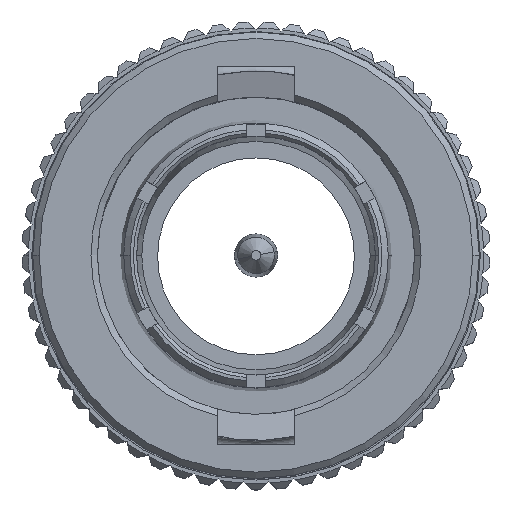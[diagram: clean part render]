
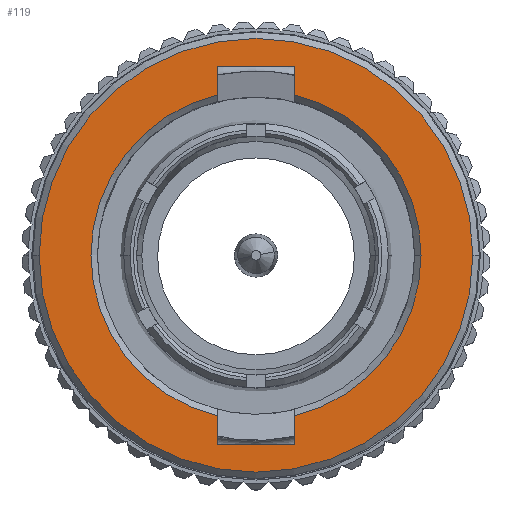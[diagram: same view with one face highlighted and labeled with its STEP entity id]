
A CAD part, top view. The second image highlights one B-rep face of the part: STEP entity #119.
In plain terms, the highlighted planar face has unit normal (0, 0, 1).
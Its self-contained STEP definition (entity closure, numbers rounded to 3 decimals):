
#119 = ADVANCED_FACE ( 'NONE', ( #8384, #12611 ), #9614, .T. ) ;
#229 = DIRECTION ( 'NONE',  ( 0., -1., 0. ) ) ;
#328 = VERTEX_POINT ( 'NONE', #1487 ) ;
#527 = DIRECTION ( 'NONE',  ( 0., 0., -1. ) ) ;
#747 = VERTEX_POINT ( 'NONE', #13531 ) ;
#782 = ORIENTED_EDGE ( 'NONE', *, *, #6564, .T. ) ;
#870 = DIRECTION ( 'NONE',  ( 0., 0., -1. ) ) ;
#935 = CARTESIAN_POINT ( 'NONE',  ( 0.58, -4.585, 25.297 ) ) ;
#1149 = DIRECTION ( 'NONE',  ( 1., 0., 0. ) ) ;
#1436 = ORIENTED_EDGE ( 'NONE', *, *, #10852, .T. ) ;
#1464 = EDGE_CURVE ( 'NONE', #3531, #7298, #2546, .T. ) ;
#1487 = CARTESIAN_POINT ( 'NONE',  ( 6.1, 1.265, 25.297 ) ) ;
#1506 = VERTEX_POINT ( 'NONE', #935 ) ;
#2152 = EDGE_LOOP ( 'NONE', ( #11477, #4391, #782, #7154, #2262, #9332, #1436, #12313, #3726 ) ) ;
#2191 = VERTEX_POINT ( 'NONE', #7777 ) ;
#2262 = ORIENTED_EDGE ( 'NONE', *, *, #9790, .F. ) ;
#2296 = AXIS2_PLACEMENT_3D ( 'NONE', #6858, #11104, #11242 ) ;
#2508 = CARTESIAN_POINT ( 'NONE',  ( 0.58, 7.115, 25.297 ) ) ;
#2532 = EDGE_CURVE ( 'NONE', #328, #2191, #4737, .T. ) ;
#2546 = CIRCLE ( 'NONE', #13438, 5.115 ) ;
#2713 = CARTESIAN_POINT ( 'NONE',  ( -0.62, 1.265, 25.297 ) ) ;
#2792 = CARTESIAN_POINT ( 'NONE',  ( -0.62, 1.265, 25.297 ) ) ;
#2835 = CARTESIAN_POINT ( 'NONE',  ( -1.82, -3.707, 25.297 ) ) ;
#2861 = DIRECTION ( 'NONE',  ( -1., 0., 0. ) ) ;
#3051 = CARTESIAN_POINT ( 'NONE',  ( -1.82, -4.585, 25.297 ) ) ;
#3079 = CARTESIAN_POINT ( 'NONE',  ( -0.62, 6.38, 25.297 ) ) ;
#3164 = DIRECTION ( 'NONE',  ( -1., 0., 0. ) ) ;
#3466 = AXIS2_PLACEMENT_3D ( 'NONE', #3079, #10660, #1149 ) ;
#3500 = DIRECTION ( 'NONE',  ( 0., -1., 0. ) ) ;
#3531 = VERTEX_POINT ( 'NONE', #4213 ) ;
#3596 = ORIENTED_EDGE ( 'NONE', *, *, #7665, .F. ) ;
#3726 = ORIENTED_EDGE ( 'NONE', *, *, #10204, .F. ) ;
#4139 = VECTOR ( 'NONE', #7304, 1000. ) ;
#4213 = CARTESIAN_POINT ( 'NONE',  ( 0.58, 6.237, 25.297 ) ) ;
#4391 = ORIENTED_EDGE ( 'NONE', *, *, #1464, .T. ) ;
#4455 = LINE ( 'NONE', #2508, #10678 ) ;
#4526 = EDGE_CURVE ( 'NONE', #1506, #9731, #5703, .T. ) ;
#4561 = CARTESIAN_POINT ( 'NONE',  ( -1.82, 6.237, 25.297 ) ) ;
#4737 = CIRCLE ( 'NONE', #2296, 6.72 ) ;
#4799 = DIRECTION ( 'NONE',  ( 0., 1., 0. ) ) ;
#4899 = CIRCLE ( 'NONE', #12688, 5.115 ) ;
#4922 = VERTEX_POINT ( 'NONE', #6168 ) ;
#5016 = DIRECTION ( 'NONE',  ( 0., 0., -1. ) ) ;
#5700 = VECTOR ( 'NONE', #4799, 1000. ) ;
#5703 = LINE ( 'NONE', #13074, #5700 ) ;
#5815 = ORIENTED_EDGE ( 'NONE', *, *, #2532, .F. ) ;
#5829 = VERTEX_POINT ( 'NONE', #4561 ) ;
#6168 = CARTESIAN_POINT ( 'NONE',  ( -1.82, 7.115, 25.297 ) ) ;
#6227 = CARTESIAN_POINT ( 'NONE',  ( -1.82, 7.115, 25.297 ) ) ;
#6486 = EDGE_CURVE ( 'NONE', #3531, #11321, #4455, .T. ) ;
#6564 = EDGE_CURVE ( 'NONE', #7298, #9731, #4899, .T. ) ;
#6840 = DIRECTION ( 'NONE',  ( 0., 1., 0. ) ) ;
#6858 = CARTESIAN_POINT ( 'NONE',  ( -0.62, 1.265, 25.297 ) ) ;
#6969 = DIRECTION ( 'NONE',  ( -1., 0., 0. ) ) ;
#6974 = DIRECTION ( 'NONE',  ( -1., 0., 0. ) ) ;
#7154 = ORIENTED_EDGE ( 'NONE', *, *, #4526, .F. ) ;
#7271 = VECTOR ( 'NONE', #3164, 1000. ) ;
#7298 = VERTEX_POINT ( 'NONE', #11720 ) ;
#7304 = DIRECTION ( 'NONE',  ( 1., 0., 0. ) ) ;
#7434 = CARTESIAN_POINT ( 'NONE',  ( 0.58, -3.707, 25.297 ) ) ;
#7505 = LINE ( 'NONE', #3051, #4139 ) ;
#7665 = EDGE_CURVE ( 'NONE', #2191, #328, #10922, .T. ) ;
#7712 = AXIS2_PLACEMENT_3D ( 'NONE', #2713, #527, #6969 ) ;
#7777 = CARTESIAN_POINT ( 'NONE',  ( -7.34, 1.265, 25.297 ) ) ;
#8224 = CARTESIAN_POINT ( 'NONE',  ( 0.58, 7.115, 25.297 ) ) ;
#8384 = FACE_BOUND ( 'NONE', #2152, .T. ) ;
#8723 = CARTESIAN_POINT ( 'NONE',  ( -1.82, 7.115, 25.297 ) ) ;
#8798 = LINE ( 'NONE', #8723, #10098 ) ;
#9332 = ORIENTED_EDGE ( 'NONE', *, *, #13007, .F. ) ;
#9338 = DIRECTION ( 'NONE',  ( 0., 0., -1. ) ) ;
#9581 = VERTEX_POINT ( 'NONE', #2835 ) ;
#9614 = PLANE ( 'NONE',  #3466 ) ;
#9731 = VERTEX_POINT ( 'NONE', #7434 ) ;
#9790 = EDGE_CURVE ( 'NONE', #747, #1506, #7505, .T. ) ;
#9869 = EDGE_CURVE ( 'NONE', #4922, #5829, #11044, .T. ) ;
#10098 = VECTOR ( 'NONE', #3500, 1000. ) ;
#10204 = EDGE_CURVE ( 'NONE', #11321, #4922, #10548, .T. ) ;
#10305 = DIRECTION ( 'NONE',  ( -1., 0., 0. ) ) ;
#10374 = VECTOR ( 'NONE', #229, 1000. ) ;
#10376 = CARTESIAN_POINT ( 'NONE',  ( -0.62, 1.265, 25.297 ) ) ;
#10548 = LINE ( 'NONE', #6227, #7271 ) ;
#10660 = DIRECTION ( 'NONE',  ( 0., 0., 1. ) ) ;
#10678 = VECTOR ( 'NONE', #6840, 1000. ) ;
#10852 = EDGE_CURVE ( 'NONE', #9581, #5829, #13490, .T. ) ;
#10922 = CIRCLE ( 'NONE', #12707, 6.72 ) ;
#11044 = LINE ( 'NONE', #12012, #10374 ) ;
#11104 = DIRECTION ( 'NONE',  ( 0., 0., -1. ) ) ;
#11242 = DIRECTION ( 'NONE',  ( -1., 0., 0. ) ) ;
#11321 = VERTEX_POINT ( 'NONE', #8224 ) ;
#11477 = ORIENTED_EDGE ( 'NONE', *, *, #6486, .F. ) ;
#11720 = CARTESIAN_POINT ( 'NONE',  ( 4.495, 1.265, 25.297 ) ) ;
#12012 = CARTESIAN_POINT ( 'NONE',  ( -1.82, 7.115, 25.297 ) ) ;
#12313 = ORIENTED_EDGE ( 'NONE', *, *, #9869, .F. ) ;
#12394 = CARTESIAN_POINT ( 'NONE',  ( -0.62, 1.265, 25.297 ) ) ;
#12611 = FACE_OUTER_BOUND ( 'NONE', #13683, .T. ) ;
#12688 = AXIS2_PLACEMENT_3D ( 'NONE', #2792, #5016, #6974 ) ;
#12707 = AXIS2_PLACEMENT_3D ( 'NONE', #12394, #9338, #2861 ) ;
#13007 = EDGE_CURVE ( 'NONE', #9581, #747, #8798, .T. ) ;
#13074 = CARTESIAN_POINT ( 'NONE',  ( 0.58, 7.115, 25.297 ) ) ;
#13438 = AXIS2_PLACEMENT_3D ( 'NONE', #10376, #870, #10305 ) ;
#13490 = CIRCLE ( 'NONE', #7712, 5.115 ) ;
#13531 = CARTESIAN_POINT ( 'NONE',  ( -1.82, -4.585, 25.297 ) ) ;
#13683 = EDGE_LOOP ( 'NONE', ( #3596, #5815 ) ) ;
